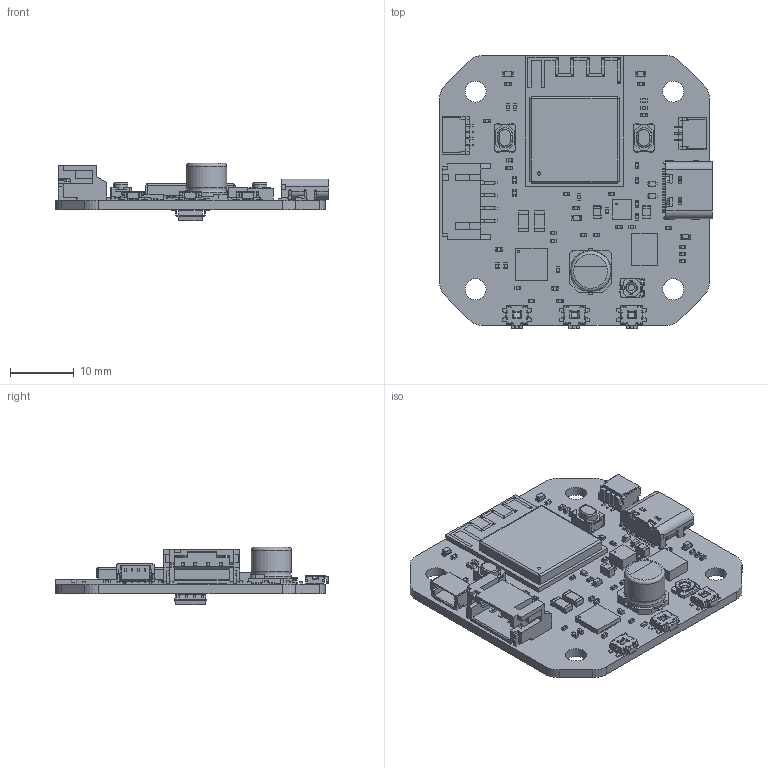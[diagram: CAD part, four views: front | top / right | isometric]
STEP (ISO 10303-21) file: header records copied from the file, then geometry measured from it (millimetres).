
FILE_DESCRIPTION(/* description */ (''),/* implementation_level */ '2;1');
FILE_NAME(/* name */ 'PD Stepper (PCB Model).step',/* time_stamp */ '2024-08-28T18:31:34+12:00',/* author */ (''),/* organization */ (''),/* preprocessor_version */ 'ST-DEVELOPER v20',/* originating_system */ 'Autodesk Translation Framework v13.14.0.145',/* authorisation */ '');
FILE_SCHEMA (('AUTOMOTIVE_DESIGN { 1 0 10303 214 3 1 1 }'));
Products named in the file (91): USB PD Stepper Controller; Board; Open CASCADE STEP translator 7.5 3.1.1; R22; R27; R20; C18; 6429517968; C17; SW5; SW4; SW3; EVQ-P7J01P--3DModel-STEP-269445; R25; R24; R23; R4; R14; R11; R10; 6038684624; R8; R26; LED3; R2; J6; SM03B-SRSS-TB(LF)(SN)--3DModel-STEP-56544; J5; SM04B-SRSS-TB(LF)(SN)--3DModel-STEP-269445; D2; D1; 6038684144; C16; 6624414672; C15; R16; R28; R21; R15; LED4 ...
Assembly tree (135 placements, depth 4):
  USB PD Stepper Controller
    Board
      Open CASCADE STEP translator 7.5 3.1.1
    R22
      AC0402JR-0724KL
    R27
      AC0402JR-0724KL
    R20
      AC0402JR-0724KL
    C18
      6429517968
    C17
      CL05A105KL5NRNC
    SW5
      EVQ-P7J01P--3DModel-STEP-269445
    SW4
      EVQ-P7J01P--3DModel-STEP-269445
    SW3
      EVQ-P7J01P--3DModel-STEP-269445
    R25
      AC0402JR-0724KL
    R24
      AC0402JR-0724KL
    R23
      AC0402JR-0724KL
    R4
      AC0402JR-0724KL
    R14
      AC0402JR-0724KL
    R11
      AC0402JR-0724KL
    R10
      6038684624
    R8
      AC0402JR-0724KL
    R26
      AC0402JR-0724KL
    LED3
      150060GS75000--3DModel-STEP-510211
    R2
      AC0402JR-0724KL
    J6
      SM03B-SRSS-TB(LF)(SN)--3DModel-STEP-56544
    J5
      SM04B-SRSS-TB(LF)(SN)--3DModel-STEP-269445
    D2
      6038684144
    D1
      6038684144
    C16
      6624414672
    C15
      CL05A105KL5NRNC
    R16
      AC0402JR-0724KL
    R28
      AC0402JR-0724KL
    R21
      AC0402JR-0724KL
    R15
Bounding box: 42.8 x 42.82 x 9.05 mm (x, y, z)
Volume: 3676.3 mm3; surface area: 8166.4 mm2
Topology: 435 solids, 435 shells, 6577 faces, 16070 edges, 10317 vertices
Faces by surface type: plane 5513, cylinder 876, sphere 138, bspline 24, cone 20, torus 6
Full cylindrical faces by diameter (mm): 0.25 x41, 0.432 x2, 0.5 x5, 0.6 x2, 0.65 x2, 0.85 x2, 3.3 x4, 6.3 x2
Entity records: 119465 total; most frequent: CARTESIAN_POINT 21029, ORIENTED_EDGE 19744, DIRECTION 19402, EDGE_CURVE 9872, LINE 8732, VECTOR 8732, VERTEX_POINT 6450, AXIS2_PLACEMENT_3D 5335
